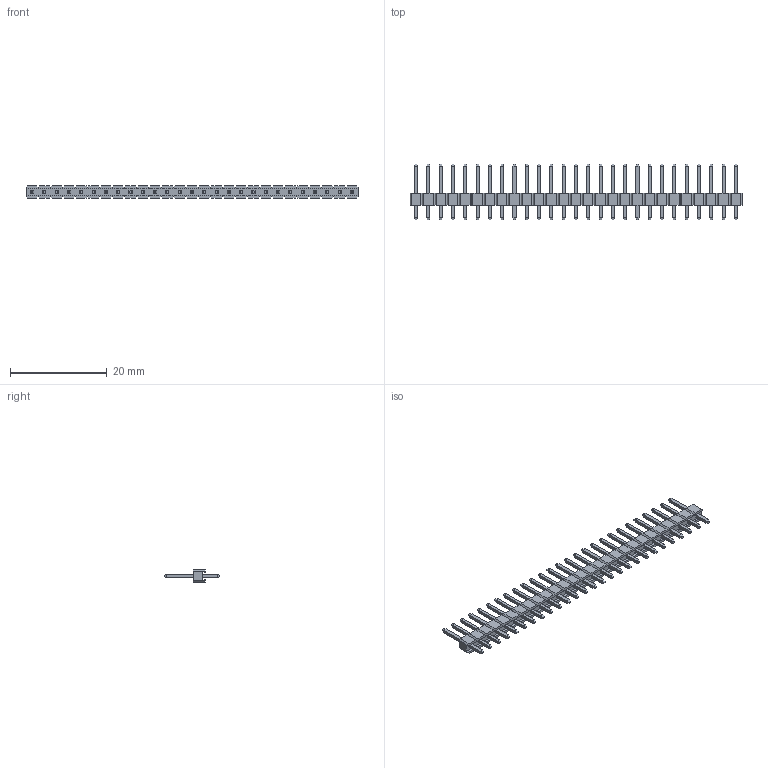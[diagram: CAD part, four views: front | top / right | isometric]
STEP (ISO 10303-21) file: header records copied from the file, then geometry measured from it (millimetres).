
FILE_DESCRIPTION(/* description */ ('STEP AP214'),/* implementation_level */ '2;1');
FILE_NAME(/* name */ 'GPHA101-2702AXXXC1SA(A=6_B=3)',/* time_stamp */ '2025-04-08T10:55:36+02:00',/* author */ ('License CC BY-ND 4.0'),/* organization */ ('CADENAS'),/* preprocessor_version */ 'ST-DEVELOPER v19.3',/* originating_system */ 'PARTsolutions',/* authorisation */ ' ');
FILE_SCHEMA (('AUTOMOTIVE_DESIGN {1 0 10303 214 3 1 1}'));
Length unit declared in the file: millimetre
Products named in the file (4): GPHA101-2702AXXXC1SA(A=6,B=3); GPHA101-2702AXXXC1AX.(A=6,B=3); GPHA101-27-HSG; GPHA101-XXX-A=6,B=3
Assembly tree (29 placements, depth 2):
  GPHA101-2702AXXXC1SA(A=6,B=3)
    GPHA101-2702AXXXC1AX.(A=6,B=3)
    GPHA101-27-HSG
    GPHA101-XXX-A=6,B=3  x27
Bounding box: 68.58 x 11.54 x 2.5 mm (x, y, z)
Volume: 471.3 mm3; surface area: 1710.1 mm2
Topology: 28 solids, 28 shells, 760 faces, 1818 edges, 1141 vertices
Faces by surface type: plane 760
Entity records: 12725 total; most frequent: CARTESIAN_POINT 2241, ORIENTED_EDGE 2180, DIRECTION 1942, EDGE_CURVE 1090, LINE 1090, VECTOR 1090, VERTEX_POINT 724, EDGE_LOOP 476
